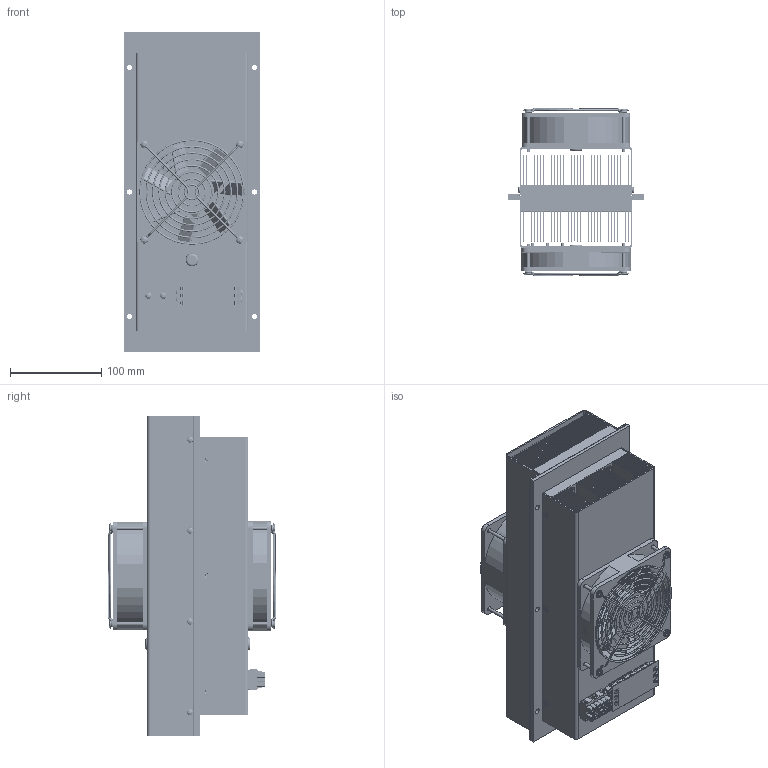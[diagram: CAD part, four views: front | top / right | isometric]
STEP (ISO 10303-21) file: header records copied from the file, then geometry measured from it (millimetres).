
FILE_DESCRIPTION(/* description */ ('Alibre Inc.'),/* implementation_level */ '2;1');
FILE_NAME(/* name */ 'export0',/* time_stamp */ '2018-05-03T17:57:33-04:00',/* author */ (''),/* organization */ (''),/* preprocessor_version */ 'ST-DEVELOPER v17',/* originating_system */ 'Alibre',/* authorisation */ '');
FILE_SCHEMA (('AUTOMOTIVE_DESIGN'));
Length unit declared in the file: inch
Products named in the file (49): sc120_w5_RIB; sc120_w5_RING; sc120_w5
Bounding box: 149.61 x 184.96 x 349.76 mm (x, y, z)
Volume: 2275683.6 mm3; surface area: 2333758.1 mm2
Topology: 220 solids, 220 shells, 4091 faces, 9941 edges, 6478 vertices
Faces by surface type: plane 2482, bspline 594, cylinder 582, torus 268, cone 125, sphere 39, extrusion 1
Full cylindrical faces by diameter (mm): 1.524 x16, 2.156 x2, 2.642 x52, 2.845 x2, 3.404 x2, 3.505 x57, 4.166 x24, 4.216 x12, 4.267 x12, 4.318 x12, 4.572 x16, 4.699 x4, 5.526 x2, 5.588 x28, 5.74 x12, 6.299 x12, 6.35 x2, 6.858 x39, 8.128 x4, 9.525 x14, 9.652 x3, 10.312 x12, 11.125 x12, 11.176 x1, 16.002 x1, 48.26 x2, 114.3 x2
Entity records: 72311 total; most frequent: CARTESIAN_POINT 19263, ORIENTED_EDGE 11894, DIRECTION 7389, EDGE_CURVE 5947, VERTEX_POINT 4061, VECTOR 3374, LINE 3373, FACE_BOUND 3030
